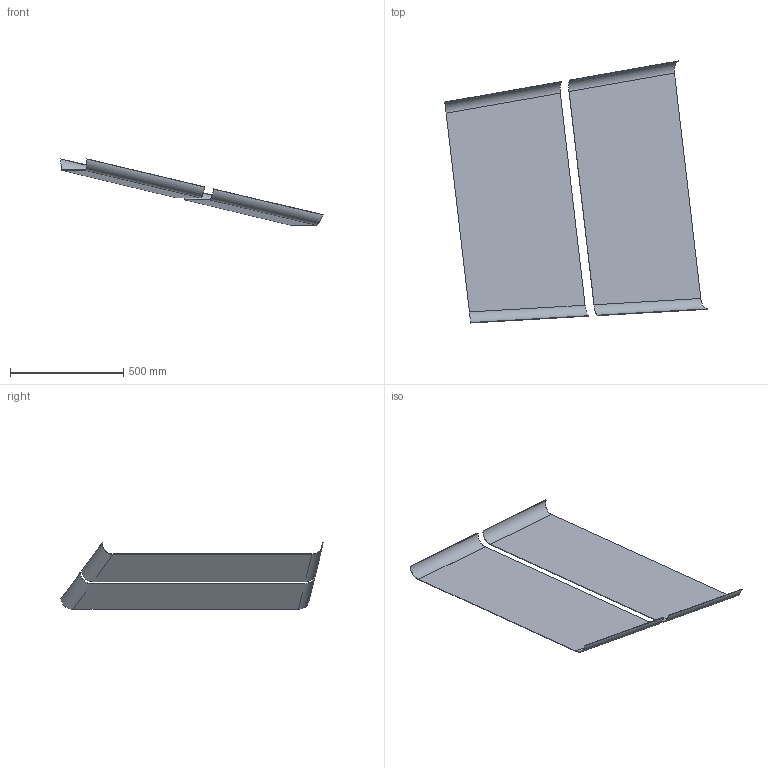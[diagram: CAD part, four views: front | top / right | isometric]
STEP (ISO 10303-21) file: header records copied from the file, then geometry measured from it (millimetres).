
FILE_DESCRIPTION(('FreeCAD Model'),'2;1');
FILE_NAME('detailed_HCLL/step/armour_sample_envelope_2.step', '2018-05-01T08:41:54',('FreeCAD'),('FreeCAD'), 'Open CASCADE STEP processor 7.2','FreeCAD','Unknown');
FILE_SCHEMA(('AUTOMOTIVE_DESIGN_CC2 { 1 2 10303 214 -1 1 5 4 }'));
Length unit declared in the file: millimetre
Products named in the file (3): Open CASCADE STEP translator 7.2 3; Open CASCADE STEP translator 7.2 3.1; Open CASCADE STEP translator 7.2 3.2
Assembly tree (2 placements, depth 2):
  Open CASCADE STEP translator 7.2 3
    Open CASCADE STEP translator 7.2 3.1
    Open CASCADE STEP translator 7.2 3.2
Bounding box: 1158.79 x 1158.04 x 293.27 mm (x, y, z)
Volume: 2219943.8 mm3; surface area: 2232995.4 mm2
Topology: 2 solids, 2 shells, 28 faces, 72 edges, 48 vertices
Faces by surface type: plane 20, cylinder 8
Entity records: 1872 total; most frequent: CARTESIAN_POINT 509, DIRECTION 208, ORIENTED_EDGE 144, PCURVE 144, DEFINITIONAL_REPRESENTATION 144, LINE 100, VECTOR 100, B_SPLINE_CURVE_WITH_KNOTS 84
